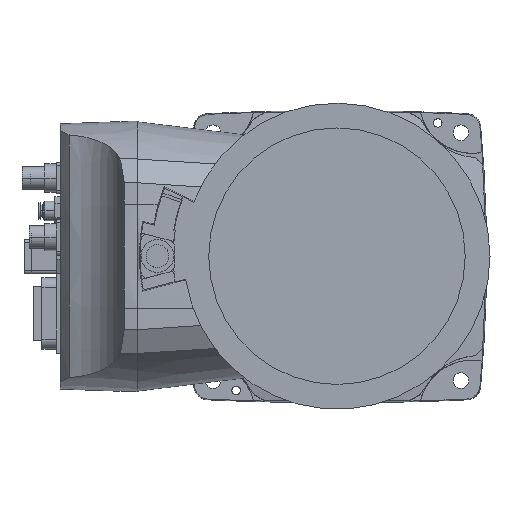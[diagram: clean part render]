
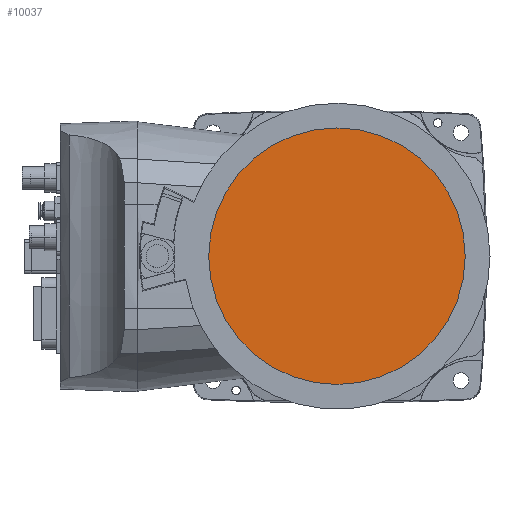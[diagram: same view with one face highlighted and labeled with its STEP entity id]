
A CAD part, top view. The second image highlights one B-rep face of the part: STEP entity #10037.
In plain terms, the highlighted planar face has unit normal (0, 0, 1).
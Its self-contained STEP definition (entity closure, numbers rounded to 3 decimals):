
#3487=CARTESIAN_POINT('',(0.,0.,224.));
#3488=DIRECTION('',(0.,0.,1.));
#3489=DIRECTION('',(1.,0.,0.));
#3490=AXIS2_PLACEMENT_3D('',#3487,#3488,#3489);
#3492=CARTESIAN_POINT('',(0.,0.,224.));
#3493=DIRECTION('',(0.,0.,1.));
#3494=DIRECTION('',(-1.,0.,0.));
#3495=AXIS2_PLACEMENT_3D('',#3492,#3493,#3494);
#5569=CARTESIAN_POINT('',(-90.,0.,224.));
#5571=VERTEX_POINT('',#5569);
#5573=CARTESIAN_POINT('',(90.,0.,224.));
#5575=VERTEX_POINT('',#5573);
#10027=CARTESIAN_POINT('',(0.,0.,224.));
#10028=DIRECTION('',(0.,0.,1.));
#10029=DIRECTION('',(1.,0.,0.));
#10030=AXIS2_PLACEMENT_3D('',#10027,#10028,#10029);
#10031=PLANE('',#10030);
#10032=ORIENTED_EDGE('',*,*,#10017,.F.);
#10034=ORIENTED_EDGE('',*,*,#10033,.F.);
#10035=EDGE_LOOP('',(#10032,#10034));
#10036=FACE_OUTER_BOUND('',#10035,.F.);
#10037=ADVANCED_FACE('',(#10036),#10031,.T.);
#3491=CIRCLE('',#3490,90.);
#3496=CIRCLE('',#3495,90.);
#10017=EDGE_CURVE('',#5575,#5571,#3491,.T.);
#10033=EDGE_CURVE('',#5571,#5575,#3496,.T.);
